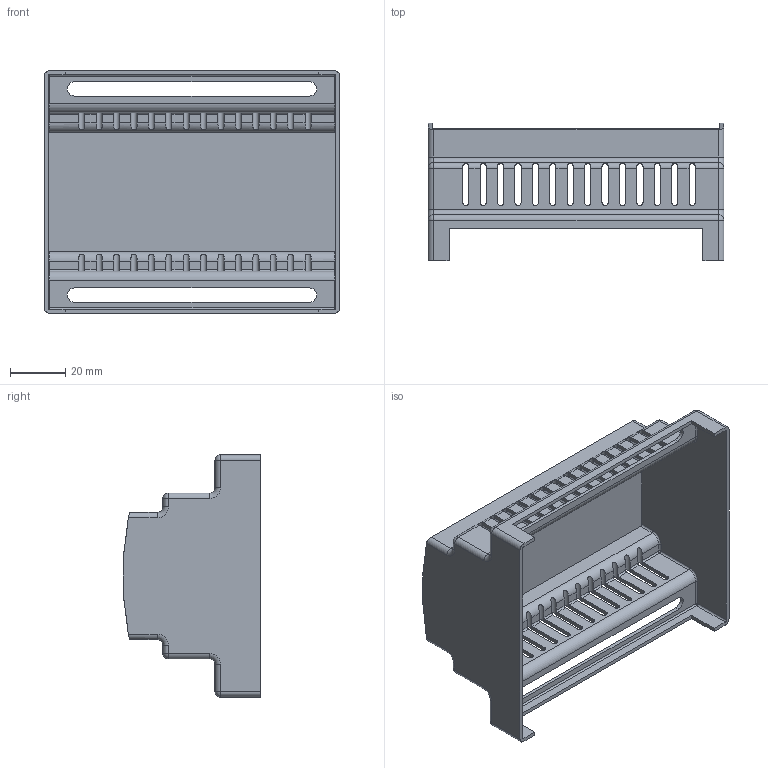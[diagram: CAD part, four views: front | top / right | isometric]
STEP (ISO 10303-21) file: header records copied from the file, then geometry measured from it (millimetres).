
FILE_DESCRIPTION (( 'STEP AP214' ), '1' );
FILE_NAME ('tapa.STEP', '2021-11-08T16:23:56', ( '' ), ( '' ), 'SwSTEP 2.0', 'SolidWorks 2018', '' );
FILE_SCHEMA (( 'AUTOMOTIVE_DESIGN' ));
Length unit declared in the file: millimetre
Products named in the file (1): tapa
Bounding box: 107 x 49.63 x 87.7 mm (x, y, z)
Volume: 28188.2 mm3; surface area: 43268.8 mm2
Topology: 1 solids, 1 shells, 303 faces, 948 edges, 576 vertices
Faces by surface type: cylinder 145, plane 126, sphere 16, torus 16
Entity records: 11776 total; most frequent: CARTESIAN_POINT 3252, ORIENTED_EDGE 1864, DIRECTION 1784, EDGE_CURVE 932, AXIS2_PLACEMENT_3D 608, VERTEX_POINT 576, LINE 568, VECTOR 568
